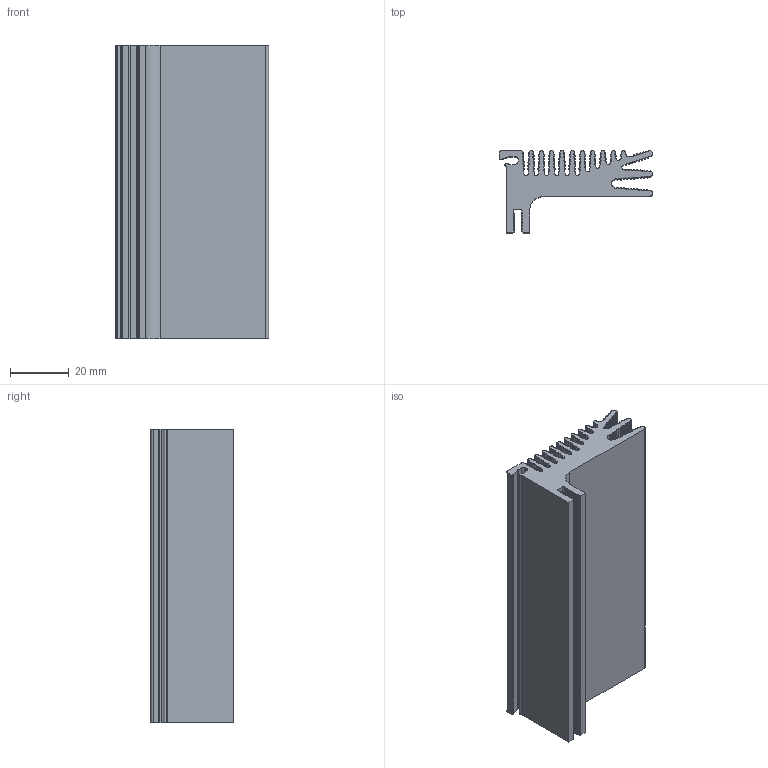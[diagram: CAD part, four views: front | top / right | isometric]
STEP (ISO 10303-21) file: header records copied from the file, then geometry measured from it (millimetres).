
FILE_DESCRIPTION(/* description */ ('SK 487'),/* implementation_level */ '2;1');
FILE_NAME(/* name */ 'SK487.stp',/* time_stamp */ '2019-05-02T12:13:19+02:00',/* author */ ('lochen'),/* organization */ (''),/* preprocessor_version */ 'ST-DEVELOPER v16.1',/* originating_system */ 'Autodesk Inventor 2016',/* authorisation */ '');
FILE_SCHEMA (('AUTOMOTIVE_DESIGN { 1 0 10303 214 3 1 1 }'));
Length unit declared in the file: millimetre
Products named in the file (1): 001015423
Bounding box: 52.3 x 28 x 100 mm (x, y, z)
Volume: 62786.2 mm3; surface area: 41572.2 mm2
Topology: 1 solids, 1 shells, 478 faces, 1428 edges, 952 vertices
Faces by surface type: cylinder 384, plane 94
Entity records: 16524 total; most frequent: DIRECTION 3154, CARTESIAN_POINT 2859, ORIENTED_EDGE 2856, EDGE_CURVE 1428, AXIS2_PLACEMENT_3D 1247, VERTEX_POINT 952, CIRCLE 768, LINE 660
